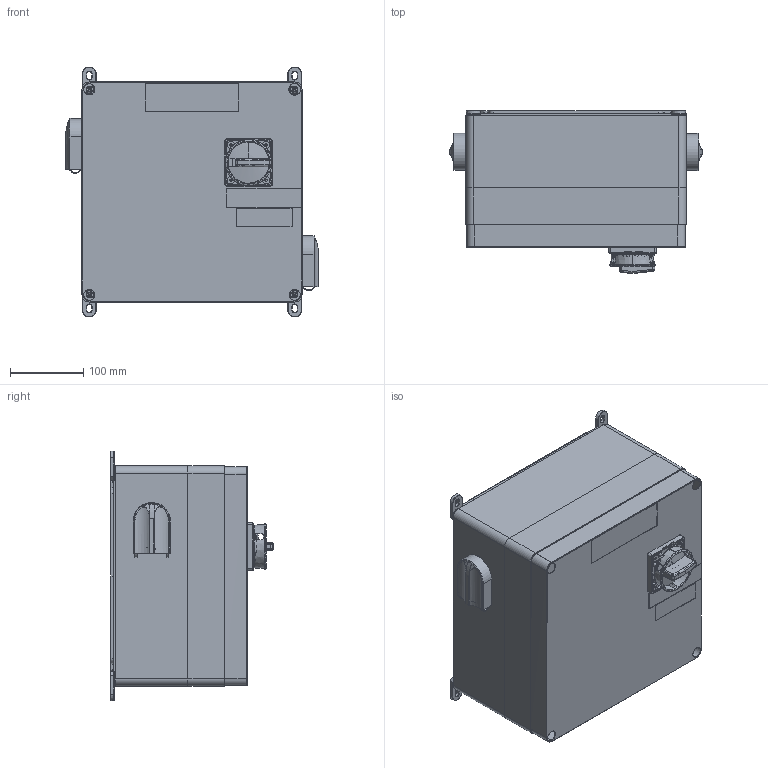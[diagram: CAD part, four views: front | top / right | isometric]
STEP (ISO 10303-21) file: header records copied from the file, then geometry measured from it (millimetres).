
FILE_DESCRIPTION(/* description */ ('','CAx-IF Rec.Pracs.---Representation and Presentation of Product Manufacturing Information (PMI)---4.0---2014-10-13'),/* implementation_level */ '2;1');
FILE_NAME(/* name */ 'IN-UL-DIS-PS-xx-xxx(-xx) v4.step',/* time_stamp */ '2025-02-19T09:47:32-05:00',/* author */ (''),/* organization */ (''),/* preprocessor_version */ 'ST-DEVELOPER v20',/* originating_system */ 'Autodesk Translation Framework v13.20.0.188',/* authorisation */ '');
FILE_SCHEMA (('AP242_MANAGED_MODEL_BASED_3D_ENGINEERING_MIM_LF { 1 0 10303 442 1 1 4 }'));
Products named in the file (5): IN-UL-DIS-PS-xx-xxx(-xx); aMDRPowerSupplyBack; aSidePieceUL; aSidePieceUL_1; aSidePieceMount
Assembly tree (5 placements, depth 3):
  IN-UL-DIS-PS-xx-xxx(-xx)
    aMDRPowerSupplyBack
    aSidePieceUL
      aSidePieceMount
    aSidePieceUL_1
      aSidePieceMount
Bounding box: 344 x 221.25 x 340.57 mm (x, y, z)
Volume: 1689444.9 mm3; surface area: 923356.8 mm2
Topology: 15 solids, 15 shells, 1659 faces, 4705 edges, 3069 vertices
Faces by surface type: plane 952, cylinder 419, bspline 173, cone 78, torus 32, sphere 5
Full cylindrical faces by diameter (mm): 2.6 x4, 2.9 x4, 3.2 x6, 4 x8, 4.3 x6, 9 x6, 15 x3, 16 x1, 23 x1, 28 x2, 28.2 x2, 28.575 x2
Entity records: 77926 total; most frequent: CARTESIAN_POINT 34851, ORIENTED_EDGE 9280, DIRECTION 8329, EDGE_CURVE 4640, VERTEX_POINT 3033, LINE 2867, VECTOR 2867, AXIS2_PLACEMENT_3D 2731
